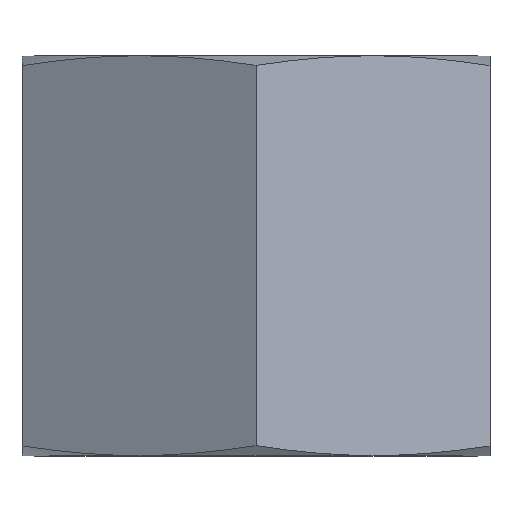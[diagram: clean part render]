
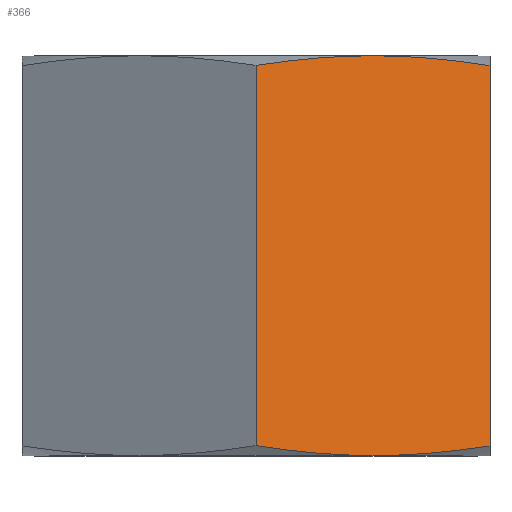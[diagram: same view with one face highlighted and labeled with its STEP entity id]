
A CAD part, top view. The second image highlights one B-rep face of the part: STEP entity #366.
In plain terms, the highlighted planar face has unit normal (0.5, 0, 0.866).
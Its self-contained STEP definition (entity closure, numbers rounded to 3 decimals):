
#28=LINE('',#640,#34);
#30=LINE('',#666,#36);
#34=VECTOR('',#474,19.505);
#36=VECTOR('',#510,19.505);
#43=PLANE('',#413);
#69=FACE_OUTER_BOUND('',#103,.T.);
#103=EDGE_LOOP('',(#314,#315,#316,#317,#318,#319));
#124=(
BOUNDED_CURVE()
B_SPLINE_CURVE(2,(#517,#518,#519),.UNSPECIFIED.,.F.,.F.)
B_SPLINE_CURVE_WITH_KNOTS((3,3),(0.496,1.258),
 .UNSPECIFIED.)
CURVE()
GEOMETRIC_REPRESENTATION_ITEM()
RATIONAL_B_SPLINE_CURVE((1.05,1.064,1.))
REPRESENTATION_ITEM('')
);
#127=(
BOUNDED_CURVE()
B_SPLINE_CURVE(2,(#531,#532,#533),.UNSPECIFIED.,.F.,.F.)
B_SPLINE_CURVE_WITH_KNOTS((3,3),(1.258,2.02),
 .UNSPECIFIED.)
CURVE()
GEOMETRIC_REPRESENTATION_ITEM()
RATIONAL_B_SPLINE_CURVE((1.,1.064,1.05))
REPRESENTATION_ITEM('')
);
#145=(
BOUNDED_CURVE()
B_SPLINE_CURVE(2,(#622,#623,#624),.UNSPECIFIED.,.F.,.F.)
B_SPLINE_CURVE_WITH_KNOTS((3,3),(0.592,1.368),
 .UNSPECIFIED.)
CURVE()
GEOMETRIC_REPRESENTATION_ITEM()
RATIONAL_B_SPLINE_CURVE((1.059,1.068,1.))
REPRESENTATION_ITEM('')
);
#146=(
BOUNDED_CURVE()
B_SPLINE_CURVE(2,(#627,#628,#629),.UNSPECIFIED.,.F.,.F.)
B_SPLINE_CURVE_WITH_KNOTS((3,3),(1.368,2.144),
 .UNSPECIFIED.)
CURVE()
GEOMETRIC_REPRESENTATION_ITEM()
RATIONAL_B_SPLINE_CURVE((1.,1.068,1.059))
REPRESENTATION_ITEM('')
);
#148=VERTEX_POINT('',#515);
#149=VERTEX_POINT('',#516);
#151=VERTEX_POINT('',#526);
#169=VERTEX_POINT('',#616);
#170=VERTEX_POINT('',#620);
#171=VERTEX_POINT('',#626);
#179=EDGE_CURVE('',#148,#149,#124,.T.);
#183=EDGE_CURVE('',#149,#151,#127,.T.);
#211=EDGE_CURVE('',#169,#170,#145,.T.);
#212=EDGE_CURVE('',#170,#171,#146,.T.);
#218=EDGE_CURVE('',#171,#148,#28,.T.);
#227=EDGE_CURVE('',#169,#151,#30,.T.);
#314=ORIENTED_EDGE('',*,*,#183,.T.);
#315=ORIENTED_EDGE('',*,*,#227,.F.);
#316=ORIENTED_EDGE('',*,*,#211,.T.);
#317=ORIENTED_EDGE('',*,*,#212,.T.);
#318=ORIENTED_EDGE('',*,*,#218,.T.);
#319=ORIENTED_EDGE('',*,*,#179,.T.);
#366=ADVANCED_FACE('',(#69),#43,.T.);
#413=AXIS2_PLACEMENT_3D('',#665,#508,#509);
#474=DIRECTION('',(0.,1.,0.));
#508=DIRECTION('center_axis',(0.5,0.,0.866));
#509=DIRECTION('ref_axis',(0.866,0.,-0.5));
#510=DIRECTION('',(0.,1.,0.));
#515=CARTESIAN_POINT('',(12.,20.003,6.928));
#516=CARTESIAN_POINT('',(6.,20.5,10.392));
#517=CARTESIAN_POINT('Ctrl Pts',(12.,20.003,6.928));
#518=CARTESIAN_POINT('Ctrl Pts',(8.785,20.5,8.785));
#519=CARTESIAN_POINT('Ctrl Pts',(6.,20.5,10.392));
#526=CARTESIAN_POINT('',(0.,20.003,13.856));
#531=CARTESIAN_POINT('Ctrl Pts',(6.,20.5,10.392));
#532=CARTESIAN_POINT('Ctrl Pts',(3.215,20.5,12.));
#533=CARTESIAN_POINT('Ctrl Pts',(0.,20.003,
13.856));
#616=CARTESIAN_POINT('',(0.,0.497,13.856));
#620=CARTESIAN_POINT('',(6.,0.,10.392));
#622=CARTESIAN_POINT('Ctrl Pts',(0.,0.497,
13.856));
#623=CARTESIAN_POINT('Ctrl Pts',(3.215,0.,
12.));
#624=CARTESIAN_POINT('Ctrl Pts',(6.,0.,
10.392));
#626=CARTESIAN_POINT('',(12.,0.497,6.928));
#627=CARTESIAN_POINT('Ctrl Pts',(6.,0.,
10.392));
#628=CARTESIAN_POINT('Ctrl Pts',(8.785,0.,
8.785));
#629=CARTESIAN_POINT('Ctrl Pts',(12.,0.497,6.928));
#640=CARTESIAN_POINT('',(12.,0.,6.928));
#665=CARTESIAN_POINT('Origin',(0.,0.,13.856));
#666=CARTESIAN_POINT('',(0.,0.,13.856));
